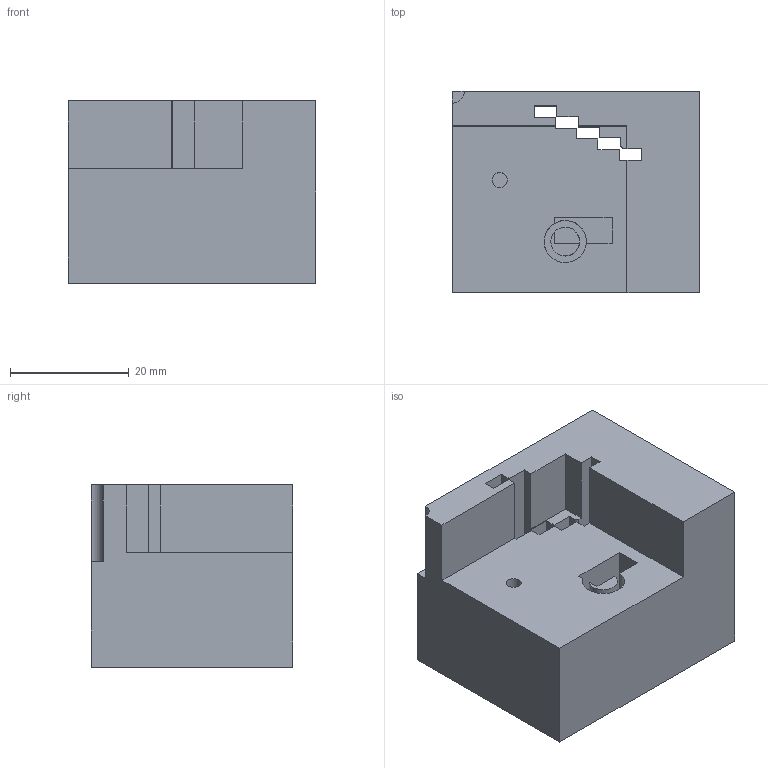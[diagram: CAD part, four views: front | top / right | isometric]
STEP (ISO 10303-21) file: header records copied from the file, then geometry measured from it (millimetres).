
FILE_DESCRIPTION(('Open CASCADE Model'),'2;1');
FILE_NAME('Open CASCADE Shape Model','2025-07-01T18:56:59',('Author'),( 'Open CASCADE'),'Open CASCADE STEP processor 7.5','Open CASCADE 7.5' ,'Unknown');
FILE_SCHEMA(('CONFIG_CONTROL_DESIGN'));
Length unit declared in the file: millimetre
Products named in the file (1): Open CASCADE STEP translator 7.5 10
Bounding box: 41.64 x 33.88 x 30.7 mm (x, y, z)
Volume: 32085.6 mm3; surface area: 9539 mm2
Topology: 1 solids, 2 shells, 52 faces, 138 edges, 92 vertices
Faces by surface type: plane 46, cylinder 6
Full cylindrical faces by diameter (mm): 2.519 x2, 4.834 x1, 7.113 x1
Entity records: 3348 total; most frequent: CARTESIAN_POINT 681, DIRECTION 434, LINE 284, VECTOR 284, ORIENTED_EDGE 276, PCURVE 276, DEFINITIONAL_REPRESENTATION 276, EDGE_CURVE 138
